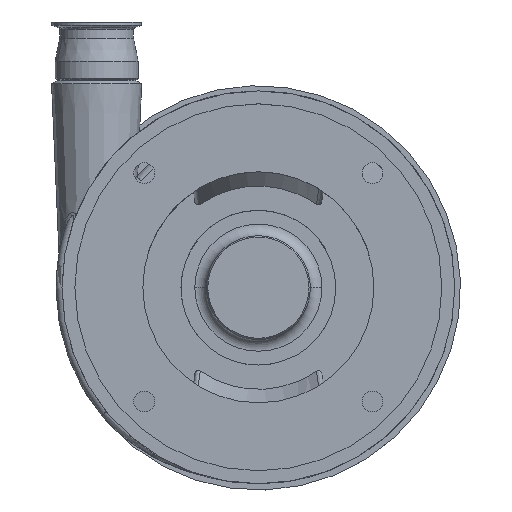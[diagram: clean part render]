
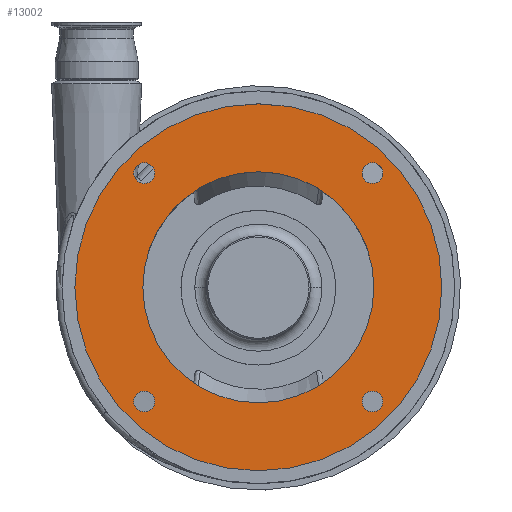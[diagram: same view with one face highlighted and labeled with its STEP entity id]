
A CAD part, top view. The second image highlights one B-rep face of the part: STEP entity #13002.
In plain terms, the highlighted planar face has unit normal (0, 0, 1).
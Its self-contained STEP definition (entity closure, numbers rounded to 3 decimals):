
#116 = EDGE_CURVE ( 'NONE', #826, #5616, #2054, .T. ) ;
#158 = DIRECTION ( 'NONE',  ( 1., 0., 0. ) ) ;
#181 = AXIS2_PLACEMENT_3D ( 'NONE', #14592, #7770, #13740 ) ;
#253 = ORIENTED_EDGE ( 'NONE', *, *, #13650, .T. ) ;
#329 = CARTESIAN_POINT ( 'NONE',  ( -89.783, 98.783, 254.5 ) ) ;
#541 = DIRECTION ( 'NONE',  ( 1., 0., 0. ) ) ;
#826 = VERTEX_POINT ( 'NONE', #8919 ) ;
#849 = VERTEX_POINT ( 'NONE', #12578 ) ;
#1013 = AXIS2_PLACEMENT_3D ( 'NONE', #5698, #3643, #12343 ) ;
#1087 = FACE_OUTER_BOUND ( 'NONE', #9429, .T. ) ;
#1116 = CIRCLE ( 'NONE', #4860, 9. ) ;
#1185 = AXIS2_PLACEMENT_3D ( 'NONE', #10082, #11288, #10224 ) ;
#1216 = ORIENTED_EDGE ( 'NONE', *, *, #3484, .T. ) ;
#1398 = CIRCLE ( 'NONE', #7331, 158.8 ) ;
#1415 = DIRECTION ( 'NONE',  ( 1., 0., 0. ) ) ;
#1599 = CIRCLE ( 'NONE', #181, 158.8 ) ;
#1634 = CARTESIAN_POINT ( 'NONE',  ( -98.783, -98.783, 254.5 ) ) ;
#1708 = CARTESIAN_POINT ( 'NONE',  ( 107.783, -98.783, 254.5 ) ) ;
#1904 = VERTEX_POINT ( 'NONE', #2549 ) ;
#1926 = DIRECTION ( 'NONE',  ( 1., 0., 0. ) ) ;
#2054 = CIRCLE ( 'NONE', #4380, 9. ) ;
#2195 = AXIS2_PLACEMENT_3D ( 'NONE', #3131, #7650, #11897 ) ;
#2415 = CARTESIAN_POINT ( 'NONE',  ( 0., 0., 254.5 ) ) ;
#2464 = EDGE_CURVE ( 'NONE', #6006, #1904, #1116, .T. ) ;
#2549 = CARTESIAN_POINT ( 'NONE',  ( -107.783, 98.783, 254.5 ) ) ;
#2581 = ORIENTED_EDGE ( 'NONE', *, *, #116, .T. ) ;
#2659 = VERTEX_POINT ( 'NONE', #14339 ) ;
#2717 = DIRECTION ( 'NONE',  ( 0., 0., -1. ) ) ;
#3087 = FACE_BOUND ( 'NONE', #10733, .T. ) ;
#3131 = CARTESIAN_POINT ( 'NONE',  ( -98.783, 98.783, 254.5 ) ) ;
#3339 = CIRCLE ( 'NONE', #8265, 100. ) ;
#3366 = ORIENTED_EDGE ( 'NONE', *, *, #11500, .T. ) ;
#3484 = EDGE_CURVE ( 'NONE', #849, #9013, #1599, .T. ) ;
#3643 = DIRECTION ( 'NONE',  ( 0., 0., -1. ) ) ;
#3923 = DIRECTION ( 'NONE',  ( 1., 0., 0. ) ) ;
#4000 = CIRCLE ( 'NONE', #1185, 9. ) ;
#4205 = DIRECTION ( 'NONE',  ( 0., 0., -1. ) ) ;
#4294 = DIRECTION ( 'NONE',  ( 1., 0., 0. ) ) ;
#4380 = AXIS2_PLACEMENT_3D ( 'NONE', #8713, #14538, #4294 ) ;
#4424 = EDGE_CURVE ( 'NONE', #8303, #2659, #5618, .T. ) ;
#4477 = DIRECTION ( 'NONE',  ( 1., 0., 0. ) ) ;
#4479 = ORIENTED_EDGE ( 'NONE', *, *, #12086, .T. ) ;
#4670 = AXIS2_PLACEMENT_3D ( 'NONE', #13188, #14144, #10691 ) ;
#4860 = AXIS2_PLACEMENT_3D ( 'NONE', #12706, #2717, #541 ) ;
#5068 = VERTEX_POINT ( 'NONE', #1708 ) ;
#5102 = ORIENTED_EDGE ( 'NONE', *, *, #13130, .T. ) ;
#5151 = CIRCLE ( 'NONE', #11095, 9. ) ;
#5217 = CIRCLE ( 'NONE', #1013, 9. ) ;
#5334 = PLANE ( 'NONE',  #10860 ) ;
#5369 = CARTESIAN_POINT ( 'NONE',  ( 98.783, -98.783, 254.5 ) ) ;
#5572 = FACE_BOUND ( 'NONE', #7609, .T. ) ;
#5616 = VERTEX_POINT ( 'NONE', #13879 ) ;
#5618 = CIRCLE ( 'NONE', #4670, 100. ) ;
#5698 = CARTESIAN_POINT ( 'NONE',  ( -98.783, -98.783, 254.5 ) ) ;
#5835 = EDGE_CURVE ( 'NONE', #2659, #8303, #3339, .T. ) ;
#6006 = VERTEX_POINT ( 'NONE', #329 ) ;
#6481 = CARTESIAN_POINT ( 'NONE',  ( 100., 0., 254.5 ) ) ;
#6724 = FACE_BOUND ( 'NONE', #6751, .T. ) ;
#6725 = ORIENTED_EDGE ( 'NONE', *, *, #2464, .T. ) ;
#6751 = EDGE_LOOP ( 'NONE', ( #8786, #5102 ) ) ;
#6911 = AXIS2_PLACEMENT_3D ( 'NONE', #5369, #4205, #1926 ) ;
#6921 = CARTESIAN_POINT ( 'NONE',  ( 0., 0., 254.5 ) ) ;
#7316 = CARTESIAN_POINT ( 'NONE',  ( -107.783, -98.783, 254.5 ) ) ;
#7331 = AXIS2_PLACEMENT_3D ( 'NONE', #2415, #13647, #158 ) ;
#7609 = EDGE_LOOP ( 'NONE', ( #4479, #2581 ) ) ;
#7650 = DIRECTION ( 'NONE',  ( 0., 0., -1. ) ) ;
#7770 = DIRECTION ( 'NONE',  ( 0., 0., 1. ) ) ;
#7802 = VERTEX_POINT ( 'NONE', #10404 ) ;
#7902 = FACE_BOUND ( 'NONE', #8403, .T. ) ;
#8043 = ORIENTED_EDGE ( 'NONE', *, *, #14414, .T. ) ;
#8265 = AXIS2_PLACEMENT_3D ( 'NONE', #6921, #9172, #12470 ) ;
#8303 = VERTEX_POINT ( 'NONE', #6481 ) ;
#8403 = EDGE_LOOP ( 'NONE', ( #6725, #253 ) ) ;
#8713 = CARTESIAN_POINT ( 'NONE',  ( 98.783, 98.783, 254.5 ) ) ;
#8762 = CIRCLE ( 'NONE', #2195, 9. ) ;
#8786 = ORIENTED_EDGE ( 'NONE', *, *, #10038, .T. ) ;
#8919 = CARTESIAN_POINT ( 'NONE',  ( 89.783, 98.783, 254.5 ) ) ;
#8982 = FACE_BOUND ( 'NONE', #12220, .T. ) ;
#9013 = VERTEX_POINT ( 'NONE', #13266 ) ;
#9172 = DIRECTION ( 'NONE',  ( 0., 0., -1. ) ) ;
#9429 = EDGE_LOOP ( 'NONE', ( #3366, #1216 ) ) ;
#9582 = CARTESIAN_POINT ( 'NONE',  ( 0., 0., 254.5 ) ) ;
#9915 = CARTESIAN_POINT ( 'NONE',  ( -89.783, -98.783, 254.5 ) ) ;
#9990 = AXIS2_PLACEMENT_3D ( 'NONE', #12625, #10414, #1415 ) ;
#10038 = EDGE_CURVE ( 'NONE', #5068, #7802, #10223, .T. ) ;
#10082 = CARTESIAN_POINT ( 'NONE',  ( 98.783, 98.783, 254.5 ) ) ;
#10223 = CIRCLE ( 'NONE', #9990, 9. ) ;
#10224 = DIRECTION ( 'NONE',  ( 1., 0., 0. ) ) ;
#10404 = CARTESIAN_POINT ( 'NONE',  ( 89.783, -98.783, 254.5 ) ) ;
#10414 = DIRECTION ( 'NONE',  ( 0., 0., -1. ) ) ;
#10507 = ORIENTED_EDGE ( 'NONE', *, *, #11531, .T. ) ;
#10691 = DIRECTION ( 'NONE',  ( 1., 0., 0. ) ) ;
#10733 = EDGE_LOOP ( 'NONE', ( #11360, #13621 ) ) ;
#10860 = AXIS2_PLACEMENT_3D ( 'NONE', #9582, #14571, #4477 ) ;
#11095 = AXIS2_PLACEMENT_3D ( 'NONE', #1634, #14011, #3923 ) ;
#11288 = DIRECTION ( 'NONE',  ( 0., 0., -1. ) ) ;
#11356 = CIRCLE ( 'NONE', #6911, 9. ) ;
#11360 = ORIENTED_EDGE ( 'NONE', *, *, #5835, .T. ) ;
#11500 = EDGE_CURVE ( 'NONE', #9013, #849, #1398, .T. ) ;
#11531 = EDGE_CURVE ( 'NONE', #12316, #13259, #5151, .T. ) ;
#11897 = DIRECTION ( 'NONE',  ( 1., 0., 0. ) ) ;
#12086 = EDGE_CURVE ( 'NONE', #5616, #826, #4000, .T. ) ;
#12220 = EDGE_LOOP ( 'NONE', ( #10507, #8043 ) ) ;
#12316 = VERTEX_POINT ( 'NONE', #9915 ) ;
#12343 = DIRECTION ( 'NONE',  ( 1., 0., 0. ) ) ;
#12470 = DIRECTION ( 'NONE',  ( 1., 0., 0. ) ) ;
#12578 = CARTESIAN_POINT ( 'NONE',  ( -158.8, 0., 254.5 ) ) ;
#12625 = CARTESIAN_POINT ( 'NONE',  ( 98.783, -98.783, 254.5 ) ) ;
#12706 = CARTESIAN_POINT ( 'NONE',  ( -98.783, 98.783, 254.5 ) ) ;
#13002 = ADVANCED_FACE ( 'NONE', ( #7902, #6724, #1087, #3087, #8982, #5572 ), #5334, .T. ) ;
#13130 = EDGE_CURVE ( 'NONE', #7802, #5068, #11356, .T. ) ;
#13188 = CARTESIAN_POINT ( 'NONE',  ( 0., 0., 254.5 ) ) ;
#13259 = VERTEX_POINT ( 'NONE', #7316 ) ;
#13266 = CARTESIAN_POINT ( 'NONE',  ( 158.8, 0., 254.5 ) ) ;
#13621 = ORIENTED_EDGE ( 'NONE', *, *, #4424, .T. ) ;
#13647 = DIRECTION ( 'NONE',  ( 0., 0., 1. ) ) ;
#13650 = EDGE_CURVE ( 'NONE', #1904, #6006, #8762, .T. ) ;
#13740 = DIRECTION ( 'NONE',  ( 1., 0., 0. ) ) ;
#13879 = CARTESIAN_POINT ( 'NONE',  ( 107.783, 98.783, 254.5 ) ) ;
#14011 = DIRECTION ( 'NONE',  ( 0., 0., -1. ) ) ;
#14144 = DIRECTION ( 'NONE',  ( 0., 0., -1. ) ) ;
#14339 = CARTESIAN_POINT ( 'NONE',  ( -100., 0., 254.5 ) ) ;
#14414 = EDGE_CURVE ( 'NONE', #13259, #12316, #5217, .T. ) ;
#14538 = DIRECTION ( 'NONE',  ( 0., 0., -1. ) ) ;
#14571 = DIRECTION ( 'NONE',  ( 0., 0., 1. ) ) ;
#14592 = CARTESIAN_POINT ( 'NONE',  ( 0., 0., 254.5 ) ) ;
